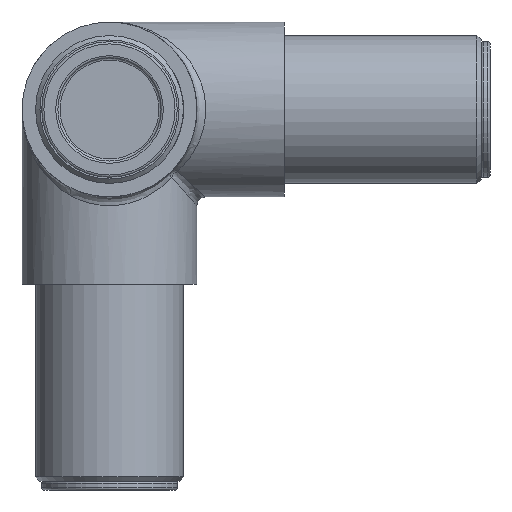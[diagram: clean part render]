
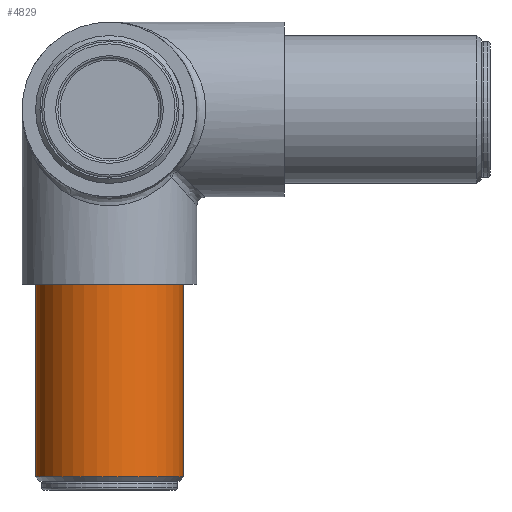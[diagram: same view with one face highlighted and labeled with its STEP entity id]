
A CAD part, front view. The second image highlights one B-rep face of the part: STEP entity #4829.
In plain terms, the highlighted cylindrical face has radius 16.9 mm (diameter 33.8 mm), a full revolution.
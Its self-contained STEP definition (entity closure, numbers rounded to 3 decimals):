
#299=FACE_BOUND('',#940,.T.);
#338=CIRCLE('',#5176,16.9);
#350=CIRCLE('',#5198,16.9);
#351=CIRCLE('',#5200,16.9);
#560=B_SPLINE_CURVE_WITH_KNOTS('',3,(#10357,#10358,#10359,#10360,#10361,
#10362,#10363,#10364,#10365,#10366),.UNSPECIFIED.,.F.,.F.,(4,2,2,2,4),(-0.634,
-0.552,-0.471,-0.389,-0.307),
 .UNSPECIFIED.);
#561=B_SPLINE_CURVE_WITH_KNOTS('',3,(#10370,#10371,#10372,#10373,#10374,
#10375,#10376,#10377,#10378,#10379),.UNSPECIFIED.,.F.,.F.,(4,2,2,2,4),(-0.327,
-0.245,-0.163,-0.081,0.),
 .UNSPECIFIED.);
#562=B_SPLINE_CURVE_WITH_KNOTS('',3,(#10383,#10384,#10385,#10386,#10387,
#10388,#10389,#10390,#10391,#10392),.UNSPECIFIED.,.F.,.F.,(4,2,2,2,4),(-1.236,
-1.16,-1.085,-1.004,-0.924),
 .UNSPECIFIED.);
#563=B_SPLINE_CURVE_WITH_KNOTS('',3,(#10395,#10396,#10397,#10398,#10399,
#10400,#10401,#10402,#10403,#10404),.UNSPECIFIED.,.F.,.F.,(4,2,2,2,4),(-0.929,
-0.849,-0.769,-0.693,-0.618),
 .UNSPECIFIED.);
#627=FACE_OUTER_BOUND('',#939,.T.);
#939=EDGE_LOOP('',(#3408,#3409,#3410,#3411));
#940=EDGE_LOOP('',(#3412,#3413,#3414,#3415,#3416,#3417,#3418,#3419));
#1265=ELLIPSE('',#5199,17.496,16.9);
#1323=LINE('',#10352,#1717);
#1324=LINE('',#10355,#1718);
#1325=LINE('',#10381,#1719);
#1717=VECTOR('',#5808,16.9);
#1718=VECTOR('',#5809,1000.);
#1719=VECTOR('',#5812,1000.);
#2125=VERTEX_POINT('',#9281);
#2145=VERTEX_POINT('',#10350);
#2146=VERTEX_POINT('',#10353);
#2147=VERTEX_POINT('',#10354);
#2148=VERTEX_POINT('',#10356);
#2149=VERTEX_POINT('',#10367);
#2150=VERTEX_POINT('',#10369);
#2151=VERTEX_POINT('',#10380);
#2152=VERTEX_POINT('',#10382);
#2153=VERTEX_POINT('',#10393);
#2610=EDGE_CURVE('',#2125,#2125,#338,.T.);
#2644=EDGE_CURVE('',#2145,#2145,#350,.T.);
#2645=EDGE_CURVE('',#2145,#2125,#1323,.T.);
#2646=EDGE_CURVE('',#2146,#2147,#1324,.T.);
#2647=EDGE_CURVE('',#2146,#2148,#560,.T.);
#2648=EDGE_CURVE('',#2149,#2148,#1265,.T.);
#2649=EDGE_CURVE('',#2149,#2150,#561,.T.);
#2650=EDGE_CURVE('',#2151,#2150,#1325,.T.);
#2651=EDGE_CURVE('',#2151,#2152,#562,.T.);
#2652=EDGE_CURVE('',#2153,#2152,#351,.T.);
#2653=EDGE_CURVE('',#2153,#2147,#563,.T.);
#3408=ORIENTED_EDGE('',*,*,#2644,.T.);
#3409=ORIENTED_EDGE('',*,*,#2645,.T.);
#3410=ORIENTED_EDGE('',*,*,#2610,.T.);
#3411=ORIENTED_EDGE('',*,*,#2645,.F.);
#3412=ORIENTED_EDGE('',*,*,#2646,.F.);
#3413=ORIENTED_EDGE('',*,*,#2647,.T.);
#3414=ORIENTED_EDGE('',*,*,#2648,.F.);
#3415=ORIENTED_EDGE('',*,*,#2649,.T.);
#3416=ORIENTED_EDGE('',*,*,#2650,.F.);
#3417=ORIENTED_EDGE('',*,*,#2651,.T.);
#3418=ORIENTED_EDGE('',*,*,#2652,.F.);
#3419=ORIENTED_EDGE('',*,*,#2653,.T.);
#4756=CYLINDRICAL_SURFACE('',#5197,16.9);
#4829=ADVANCED_FACE('',(#627,#299),#4756,.T.);
#5176=AXIS2_PLACEMENT_3D('',#9282,#5755,#5756);
#5197=AXIS2_PLACEMENT_3D('',#10349,#5804,#5805);
#5198=AXIS2_PLACEMENT_3D('',#10351,#5806,#5807);
#5199=AXIS2_PLACEMENT_3D('',#10368,#5810,#5811);
#5200=AXIS2_PLACEMENT_3D('',#10394,#5813,#5814);
#5755=DIRECTION('center_axis',(0.,0.,1.));
#5756=DIRECTION('ref_axis',(-1.,0.,0.));
#5804=DIRECTION('center_axis',(0.,0.,1.));
#5805=DIRECTION('ref_axis',(1.,0.,0.));
#5806=DIRECTION('center_axis',(0.,0.,-1.));
#5807=DIRECTION('ref_axis',(1.,0.,0.));
#5808=DIRECTION('',(0.,0.,-1.));
#5809=DIRECTION('',(0.,0.,-1.));
#5810=DIRECTION('center_axis',(0.,0.259,
-0.966));
#5811=DIRECTION('ref_axis',(0.,0.966,0.259));
#5812=DIRECTION('',(0.,0.,1.));
#5813=DIRECTION('center_axis',(0.,0.,1.));
#5814=DIRECTION('ref_axis',(1.,0.,0.));
#9281=CARTESIAN_POINT('',(-69.591,39.838,-45.831));
#9282=CARTESIAN_POINT('Origin',(-52.691,39.838,-45.831));
#10349=CARTESIAN_POINT('Origin',(-52.691,39.838,-46.831));
#10350=CARTESIAN_POINT('',(-69.591,39.838,-1.831));
#10351=CARTESIAN_POINT('Origin',(-52.691,39.838,-1.831));
#10352=CARTESIAN_POINT('',(-69.591,39.838,-46.831));
#10353=CARTESIAN_POINT('',(-45.691,55.22,-20.983));
#10354=CARTESIAN_POINT('',(-45.691,55.22,-32.331));
#10355=CARTESIAN_POINT('',(-45.691,55.22,-46.831));
#10356=CARTESIAN_POINT('',(-47.691,55.981,-18.708));
#10357=CARTESIAN_POINT('Ctrl Pts',(-45.691,55.22,-20.983));
#10358=CARTESIAN_POINT('Ctrl Pts',(-45.691,55.22,-20.712));
#10359=CARTESIAN_POINT('Ctrl Pts',(-45.746,55.245,-20.424));
#10360=CARTESIAN_POINT('Ctrl Pts',(-45.952,55.336,-19.893));
#10361=CARTESIAN_POINT('Ctrl Pts',(-46.105,55.403,-19.648));
#10362=CARTESIAN_POINT('Ctrl Pts',(-46.451,55.545,-19.252));
#10363=CARTESIAN_POINT('Ctrl Pts',(-46.671,55.631,-19.071));
#10364=CARTESIAN_POINT('Ctrl Pts',(-47.161,55.809,-18.81));
#10365=CARTESIAN_POINT('Ctrl Pts',(-47.431,55.901,-18.73));
#10366=CARTESIAN_POINT('Ctrl Pts',(-47.691,55.981,-18.708));
#10367=CARTESIAN_POINT('',(-57.691,55.981,-18.708));
#10368=CARTESIAN_POINT('Origin',(-52.691,39.838,-23.034));
#10369=CARTESIAN_POINT('',(-59.691,55.22,-20.983));
#10370=CARTESIAN_POINT('Ctrl Pts',(-57.691,55.981,-18.708));
#10371=CARTESIAN_POINT('Ctrl Pts',(-57.952,55.901,-18.73));
#10372=CARTESIAN_POINT('Ctrl Pts',(-58.222,55.809,-18.81));
#10373=CARTESIAN_POINT('Ctrl Pts',(-58.712,55.631,-19.071));
#10374=CARTESIAN_POINT('Ctrl Pts',(-58.932,55.545,-19.252));
#10375=CARTESIAN_POINT('Ctrl Pts',(-59.278,55.403,-19.648));
#10376=CARTESIAN_POINT('Ctrl Pts',(-59.431,55.336,-19.893));
#10377=CARTESIAN_POINT('Ctrl Pts',(-59.637,55.245,-20.424));
#10378=CARTESIAN_POINT('Ctrl Pts',(-59.691,55.22,-20.712));
#10379=CARTESIAN_POINT('Ctrl Pts',(-59.691,55.22,-20.983));
#10380=CARTESIAN_POINT('',(-59.691,55.22,-32.331));
#10381=CARTESIAN_POINT('',(-59.691,55.22,-46.831));
#10382=CARTESIAN_POINT('',(-57.691,55.981,-34.331));
#10383=CARTESIAN_POINT('Ctrl Pts',(-59.691,55.22,-32.331));
#10384=CARTESIAN_POINT('Ctrl Pts',(-59.691,55.22,-32.582));
#10385=CARTESIAN_POINT('Ctrl Pts',(-59.641,55.243,-32.848));
#10386=CARTESIAN_POINT('Ctrl Pts',(-59.441,55.332,-33.334));
#10387=CARTESIAN_POINT('Ctrl Pts',(-59.292,55.396,-33.553));
#10388=CARTESIAN_POINT('Ctrl Pts',(-58.944,55.54,-33.911));
#10389=CARTESIAN_POINT('Ctrl Pts',(-58.717,55.629,-34.069));
#10390=CARTESIAN_POINT('Ctrl Pts',(-58.219,55.811,-34.279));
#10391=CARTESIAN_POINT('Ctrl Pts',(-57.947,55.902,-34.331));
#10392=CARTESIAN_POINT('Ctrl Pts',(-57.691,55.981,-34.331));
#10393=CARTESIAN_POINT('',(-47.691,55.981,-34.331));
#10394=CARTESIAN_POINT('Origin',(-52.691,39.838,-34.331));
#10395=CARTESIAN_POINT('Ctrl Pts',(-47.691,55.981,-34.331));
#10396=CARTESIAN_POINT('Ctrl Pts',(-47.435,55.902,-34.331));
#10397=CARTESIAN_POINT('Ctrl Pts',(-47.164,55.811,-34.279));
#10398=CARTESIAN_POINT('Ctrl Pts',(-46.666,55.629,-34.069));
#10399=CARTESIAN_POINT('Ctrl Pts',(-46.439,55.54,-33.911));
#10400=CARTESIAN_POINT('Ctrl Pts',(-46.091,55.396,-33.553));
#10401=CARTESIAN_POINT('Ctrl Pts',(-45.941,55.332,-33.334));
#10402=CARTESIAN_POINT('Ctrl Pts',(-45.742,55.243,-32.848));
#10403=CARTESIAN_POINT('Ctrl Pts',(-45.691,55.22,-32.582));
#10404=CARTESIAN_POINT('Ctrl Pts',(-45.691,55.22,-32.331));
